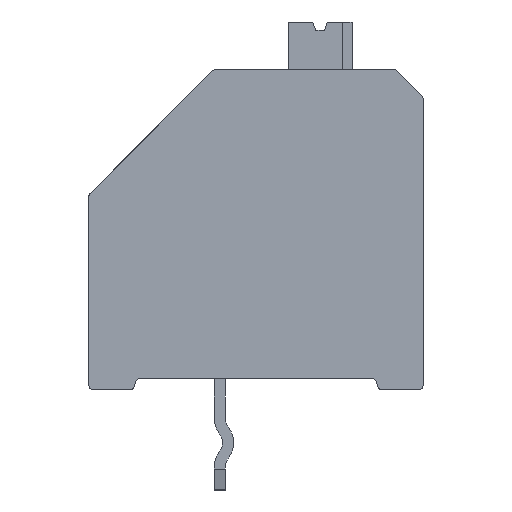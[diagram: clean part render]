
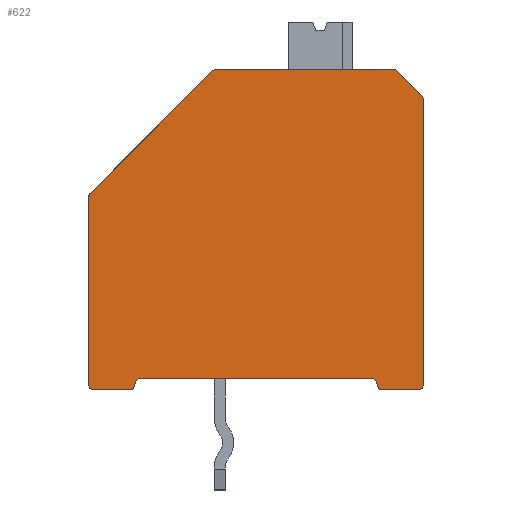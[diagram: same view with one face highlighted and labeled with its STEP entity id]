
A CAD part, front view. The second image highlights one B-rep face of the part: STEP entity #622.
In plain terms, the highlighted planar face has unit normal (0, -1, 0).
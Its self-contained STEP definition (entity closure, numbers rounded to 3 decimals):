
#622 = ADVANCED_FACE( '', ( #1386 ), #1387, .F. );
#1386 = FACE_OUTER_BOUND( '', #2323, .T. );
#1387 = PLANE( '', #2324 );
#2323 = EDGE_LOOP( '', ( #4002, #4003, #4004, #4005, #4006, #4007, #4008, #4009, #4010, #4011, #4012, #4013, #4014, #4015, #4016, #4017, #4018, #4019, #4020, #4021 ) );
#2324 = AXIS2_PLACEMENT_3D( '', #4022, #4023, #4024 );
#4002 = ORIENTED_EDGE( '', *, *, #6440, .F. );
#4003 = ORIENTED_EDGE( '', *, *, #6441, .F. );
#4004 = ORIENTED_EDGE( '', *, *, #6442, .F. );
#4005 = ORIENTED_EDGE( '', *, *, #6443, .F. );
#4006 = ORIENTED_EDGE( '', *, *, #6444, .F. );
#4007 = ORIENTED_EDGE( '', *, *, #6395, .F. );
#4008 = ORIENTED_EDGE( '', *, *, #5850, .F. );
#4009 = ORIENTED_EDGE( '', *, *, #6445, .F. );
#4010 = ORIENTED_EDGE( '', *, *, #6446, .F. );
#4011 = ORIENTED_EDGE( '', *, *, #6447, .F. );
#4012 = ORIENTED_EDGE( '', *, *, #5835, .F. );
#4013 = ORIENTED_EDGE( '', *, *, #6448, .F. );
#4014 = ORIENTED_EDGE( '', *, *, #6449, .F. );
#4015 = ORIENTED_EDGE( '', *, *, #6412, .F. );
#4016 = ORIENTED_EDGE( '', *, *, #6284, .F. );
#4017 = ORIENTED_EDGE( '', *, *, #6450, .F. );
#4018 = ORIENTED_EDGE( '', *, *, #6451, .F. );
#4019 = ORIENTED_EDGE( '', *, *, #6129, .F. );
#4020 = ORIENTED_EDGE( '', *, *, #6452, .F. );
#4021 = ORIENTED_EDGE( '', *, *, #6453, .F. );
#4022 = CARTESIAN_POINT( '', ( 0.17, -2.06, 6.76 ) );
#4023 = DIRECTION( '', ( 0., 1., 0. ) );
#4024 = DIRECTION( '', ( 0., 0., 1. ) );
#5835 = EDGE_CURVE( '', #6995, #6998, #6999, .T. );
#5850 = EDGE_CURVE( '', #7022, #7025, #7026, .T. );
#6129 = EDGE_CURVE( '', #7518, #7521, #7522, .T. );
#6284 = EDGE_CURVE( '', #7782, #7785, #7786, .T. );
#6395 = EDGE_CURVE( '', #7025, #7949, #7950, .T. );
#6412 = EDGE_CURVE( '', #7785, #7974, #7975, .T. );
#6440 = EDGE_CURVE( '', #8014, #8015, #8016, .T. );
#6441 = EDGE_CURVE( '', #8017, #8014, #8018, .T. );
#6442 = EDGE_CURVE( '', #8019, #8017, #8020, .T. );
#6443 = EDGE_CURVE( '', #8021, #8019, #8022, .T. );
#6444 = EDGE_CURVE( '', #7949, #8021, #8023, .T. );
#6445 = EDGE_CURVE( '', #8024, #7022, #8025, .T. );
#6446 = EDGE_CURVE( '', #8026, #8024, #8027, .T. );
#6447 = EDGE_CURVE( '', #6998, #8026, #8028, .T. );
#6448 = EDGE_CURVE( '', #8029, #6995, #8030, .T. );
#6449 = EDGE_CURVE( '', #7974, #8029, #8031, .T. );
#6450 = EDGE_CURVE( '', #8032, #7782, #8033, .T. );
#6451 = EDGE_CURVE( '', #7521, #8032, #8034, .T. );
#6452 = EDGE_CURVE( '', #8035, #7518, #8036, .T. );
#6453 = EDGE_CURVE( '', #8015, #8035, #8037, .T. );
#6995 = VERTEX_POINT( '', #8713 );
#6998 = VERTEX_POINT( '', #8717 );
#6999 = CIRCLE( '', #8718, 0.17 );
#7022 = VERTEX_POINT( '', #8750 );
#7025 = VERTEX_POINT( '', #8754 );
#7026 = CIRCLE( '', #8755, 0.17 );
#7518 = VERTEX_POINT( '', #9451 );
#7521 = VERTEX_POINT( '', #9455 );
#7522 = LINE( '', #9456, #9457 );
#7782 = VERTEX_POINT( '', #9838 );
#7785 = VERTEX_POINT( '', #9842 );
#7786 = CIRCLE( '', #9843, 0.17 );
#7949 = VERTEX_POINT( '', #10096 );
#7950 = LINE( '', #10097, #10098 );
#7974 = VERTEX_POINT( '', #10131 );
#7975 = LINE( '', #10132, #10133 );
#8014 = VERTEX_POINT( '', #10190 );
#8015 = VERTEX_POINT( '', #10191 );
#8016 = CIRCLE( '', #10192, 0.17 );
#8017 = VERTEX_POINT( '', #10193 );
#8018 = LINE( '', #10194, #10195 );
#8019 = VERTEX_POINT( '', #10196 );
#8020 = CIRCLE( '', #10197, 0.17 );
#8021 = VERTEX_POINT( '', #10198 );
#8022 = LINE( '', #10199, #10200 );
#8023 = CIRCLE( '', #10201, 0.17 );
#8024 = VERTEX_POINT( '', #10202 );
#8025 = LINE( '', #10203, #10204 );
#8026 = VERTEX_POINT( '', #10205 );
#8027 = CIRCLE( '', #10206, 0.17 );
#8028 = LINE( '', #10207, #10208 );
#8029 = VERTEX_POINT( '', #10209 );
#8030 = LINE( '', #10210, #10211 );
#8031 = CIRCLE( '', #10212, 0.17 );
#8032 = VERTEX_POINT( '', #10213 );
#8033 = LINE( '', #10214, #10215 );
#8034 = CIRCLE( '', #10216, 0.17 );
#8035 = VERTEX_POINT( '', #10217 );
#8036 = CIRCLE( '', #10218, 0.17 );
#8037 = LINE( '', #10219, #10220 );
#8713 = CARTESIAN_POINT( '', ( 10.53, -2.06, -0.17 ) );
#8717 = CARTESIAN_POINT( '', ( 10.366, -2.06, -0.044 ) );
#8718 = AXIS2_PLACEMENT_3D( '', #11094, #11095, #11096 );
#8750 = CARTESIAN_POINT( '', ( 1.838, -2.06, 0.23 ) );
#8754 = CARTESIAN_POINT( '', ( 1.673, -2.06, 0.104 ) );
#8755 = AXIS2_PLACEMENT_3D( '', #11110, #11111, #11112 );
#9451 = CARTESIAN_POINT( '', ( 4.57, -2.06, 11.33 ) );
#9455 = CARTESIAN_POINT( '', ( 10.93, -2.06, 11.33 ) );
#9456 = CARTESIAN_POINT( '', ( 4.57, -2.06, 11.33 ) );
#9457 = VECTOR( '', #11435, 1000. );
#9838 = CARTESIAN_POINT( '', ( 11.95, -2.06, 10.38 ) );
#9842 = CARTESIAN_POINT( '', ( 12., -2.06, 10.26 ) );
#9843 = AXIS2_PLACEMENT_3D( '', #11585, #11586, #11587 );
#10096 = CARTESIAN_POINT( '', ( 1.634, -2.06, -0.044 ) );
#10097 = CARTESIAN_POINT( '', ( 1.634, -2.06, -0.044 ) );
#10098 = VECTOR( '', #11702, 1000. );
#10131 = CARTESIAN_POINT( '', ( 12., -2.06, 0. ) );
#10132 = CARTESIAN_POINT( '', ( 12., -2.06, 0. ) );
#10133 = VECTOR( '', #11718, 1000. );
#10190 = CARTESIAN_POINT( '', ( 0., -2.06, 6.76 ) );
#10191 = CARTESIAN_POINT( '', ( 0.05, -2.06, 6.88 ) );
#10192 = AXIS2_PLACEMENT_3D( '', #11740, #11741, #11742 );
#10193 = CARTESIAN_POINT( '', ( 0., -2.06, 0. ) );
#10194 = CARTESIAN_POINT( '', ( 0., -2.06, 6.76 ) );
#10195 = VECTOR( '', #11743, 1000. );
#10196 = CARTESIAN_POINT( '', ( 0.17, -2.06, -0.17 ) );
#10197 = AXIS2_PLACEMENT_3D( '', #11744, #11745, #11746 );
#10198 = CARTESIAN_POINT( '', ( 1.47, -2.06, -0.17 ) );
#10199 = CARTESIAN_POINT( '', ( 1.47, -2.06, -0.17 ) );
#10200 = VECTOR( '', #11747, 1000. );
#10201 = AXIS2_PLACEMENT_3D( '', #11748, #11749, #11750 );
#10202 = CARTESIAN_POINT( '', ( 10.162, -2.06, 0.23 ) );
#10203 = CARTESIAN_POINT( '', ( 1.838, -2.06, 0.23 ) );
#10204 = VECTOR( '', #11751, 1000. );
#10205 = CARTESIAN_POINT( '', ( 10.327, -2.06, 0.104 ) );
#10206 = AXIS2_PLACEMENT_3D( '', #11752, #11753, #11754 );
#10207 = CARTESIAN_POINT( '', ( 10.327, -2.06, 0.104 ) );
#10208 = VECTOR( '', #11755, 1000. );
#10209 = CARTESIAN_POINT( '', ( 11.83, -2.06, -0.17 ) );
#10210 = CARTESIAN_POINT( '', ( 11.83, -2.06, -0.17 ) );
#10211 = VECTOR( '', #11756, 1000. );
#10212 = AXIS2_PLACEMENT_3D( '', #11757, #11758, #11759 );
#10213 = CARTESIAN_POINT( '', ( 11.05, -2.06, 11.28 ) );
#10214 = CARTESIAN_POINT( '', ( 11.05, -2.06, 11.28 ) );
#10215 = VECTOR( '', #11760, 1000. );
#10216 = AXIS2_PLACEMENT_3D( '', #11761, #11762, #11763 );
#10217 = CARTESIAN_POINT( '', ( 4.45, -2.06, 11.28 ) );
#10218 = AXIS2_PLACEMENT_3D( '', #11764, #11765, #11766 );
#10219 = CARTESIAN_POINT( '', ( 0.05, -2.06, 6.88 ) );
#10220 = VECTOR( '', #11767, 1000. );
#11094 = CARTESIAN_POINT( '', ( 10.53, -2.06, 0. ) );
#11095 = DIRECTION( '', ( 0., 1., 0. ) );
#11096 = DIRECTION( '', ( 1., 0., 0. ) );
#11110 = CARTESIAN_POINT( '', ( 1.838, -2.06, 0.06 ) );
#11111 = DIRECTION( '', ( 0., -1., 0. ) );
#11112 = DIRECTION( '', ( 1., 0., 0. ) );
#11435 = DIRECTION( '', ( 1., 0., 0. ) );
#11585 = CARTESIAN_POINT( '', ( 11.83, -2.06, 10.26 ) );
#11586 = DIRECTION( '', ( 0., 1., 0. ) );
#11587 = DIRECTION( '', ( -1., 0., 0. ) );
#11702 = DIRECTION( '', ( -0.259, 0., -0.966 ) );
#11718 = DIRECTION( '', ( 0., 0., -1. ) );
#11740 = CARTESIAN_POINT( '', ( 0.17, -2.06, 6.76 ) );
#11741 = DIRECTION( '', ( 0., 1., 0. ) );
#11742 = DIRECTION( '', ( 1., 0., 0. ) );
#11743 = DIRECTION( '', ( 0., 0., 1. ) );
#11744 = CARTESIAN_POINT( '', ( 0.17, -2.06, 0. ) );
#11745 = DIRECTION( '', ( 0., 1., 0. ) );
#11746 = DIRECTION( '', ( 1., 0., 0. ) );
#11747 = DIRECTION( '', ( -1., 0., 0. ) );
#11748 = CARTESIAN_POINT( '', ( 1.47, -2.06, 0. ) );
#11749 = DIRECTION( '', ( 0., 1., 0. ) );
#11750 = DIRECTION( '', ( 1., 0., 0. ) );
#11751 = DIRECTION( '', ( -1., 0., 0. ) );
#11752 = CARTESIAN_POINT( '', ( 10.162, -2.06, 0.06 ) );
#11753 = DIRECTION( '', ( 0., -1., 0. ) );
#11754 = DIRECTION( '', ( 1., 0., 0. ) );
#11755 = DIRECTION( '', ( -0.259, 0., 0.966 ) );
#11756 = DIRECTION( '', ( -1., 0., 0. ) );
#11757 = CARTESIAN_POINT( '', ( 11.83, -2.06, 0. ) );
#11758 = DIRECTION( '', ( 0., 1., 0. ) );
#11759 = DIRECTION( '', ( -1., 0., 0. ) );
#11760 = DIRECTION( '', ( 0.707, 0., -0.707 ) );
#11761 = CARTESIAN_POINT( '', ( 10.93, -2.06, 11.16 ) );
#11762 = DIRECTION( '', ( 0., 1., 0. ) );
#11763 = DIRECTION( '', ( 1., 0., 0. ) );
#11764 = CARTESIAN_POINT( '', ( 4.57, -2.06, 11.16 ) );
#11765 = DIRECTION( '', ( 0., 1., 0. ) );
#11766 = DIRECTION( '', ( 1., 0., 0. ) );
#11767 = DIRECTION( '', ( 0.707, 0., 0.707 ) );
